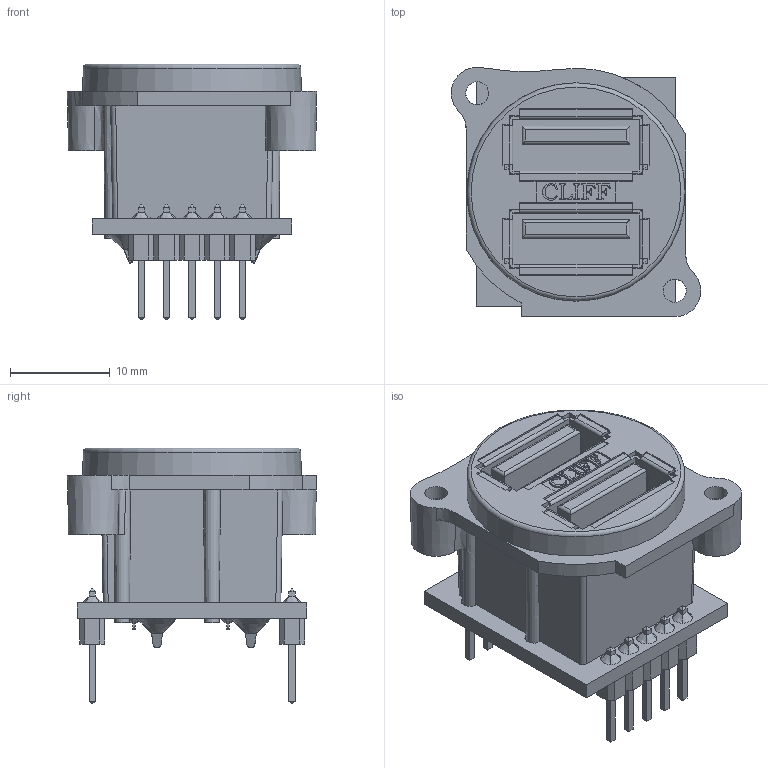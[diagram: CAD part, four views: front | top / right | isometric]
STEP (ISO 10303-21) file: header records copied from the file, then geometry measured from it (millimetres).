
FILE_DESCRIPTION(/* description */ (''),/* implementation_level */ '2;1');
FILE_NAME(/* name */ 'CP30090.stp',/* time_stamp */ '2016-12-13T11:36:16+00:00',/* author */ ('tottley'),/* organization */ (''),/* preprocessor_version */ 'ST-DEVELOPER v16.1',/* originating_system */ 'Autodesk Inventor 2016',/* authorisation */ '');
FILE_SCHEMA (('AUTOMOTIVE_DESIGN { 1 0 10303 214 3 1 1 }'));
Length unit declared in the file: millimetre
Products named in the file (1): Part24
Bounding box: 24.99 x 25 x 25.64 mm (x, y, z)
Volume: 4193.1 mm3; surface area: 8662.5 mm2
Topology: 1 solids, 12 shells, 1337 faces, 3522 edges, 2269 vertices
Faces by surface type: plane 940, bspline 300, cylinder 78, cone 18, torus 1
Full cylindrical faces by diameter (mm): 0.9 x8, 1.1 x10, 1.75 x4, 2.3 x6, 2.4 x1, 2.8 x1
Entity records: 45331 total; most frequent: CARTESIAN_POINT 12656, ORIENTED_EDGE 6940, DIRECTION 5373, EDGE_CURVE 3470, LINE 2705, VECTOR 2705, VERTEX_POINT 2255, EDGE_LOOP 1511
